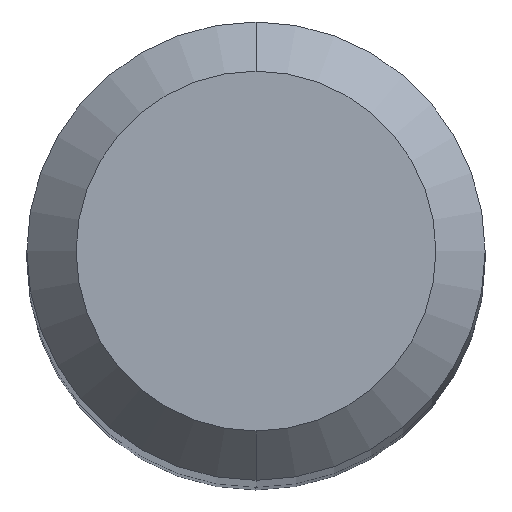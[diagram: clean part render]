
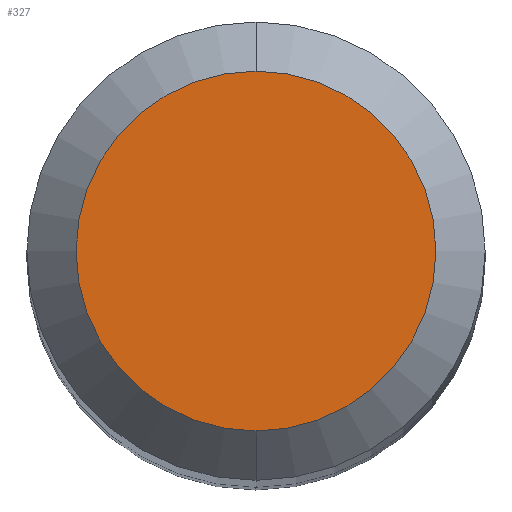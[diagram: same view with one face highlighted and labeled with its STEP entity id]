
A CAD part, top view. The second image highlights one B-rep face of the part: STEP entity #327.
In plain terms, the highlighted planar face has unit normal (0, 0, 1).
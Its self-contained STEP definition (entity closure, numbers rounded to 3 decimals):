
#9 = DIRECTION ( 'NONE',  ( 0., 0., -1. ) ) ;
#27 = CARTESIAN_POINT ( 'NONE',  ( 0., 1.825, 58. ) ) ;
#35 = DIRECTION ( 'NONE',  ( 0., 1., 0. ) ) ;
#38 = DIRECTION ( 'NONE',  ( 0., 1., 0. ) ) ;
#61 = CARTESIAN_POINT ( 'NONE',  ( 0., 0., 58. ) ) ;
#72 = DIRECTION ( 'NONE',  ( 0., 0., -1. ) ) ;
#80 = EDGE_CURVE ( 'NONE', #182, #256, #249, .T. ) ;
#112 = FACE_OUTER_BOUND ( 'NONE', #165, .T. ) ;
#113 = CARTESIAN_POINT ( 'NONE',  ( 0., 0., 58. ) ) ;
#134 = DIRECTION ( 'NONE',  ( 0., 1., 0. ) ) ;
#163 = DIRECTION ( 'NONE',  ( 0., 0., -1. ) ) ;
#165 = EDGE_LOOP ( 'NONE', ( #310, #325 ) ) ;
#172 = AXIS2_PLACEMENT_3D ( 'NONE', #291, #163, #38 ) ;
#182 = VERTEX_POINT ( 'NONE', #287 ) ;
#217 = EDGE_CURVE ( 'NONE', #256, #182, #220, .T. ) ;
#220 = CIRCLE ( 'NONE', #311, 1.825 ) ;
#249 = CIRCLE ( 'NONE', #172, 1.825 ) ;
#256 = VERTEX_POINT ( 'NONE', #27 ) ;
#287 = CARTESIAN_POINT ( 'NONE',  ( 0., -1.825, 58. ) ) ;
#291 = CARTESIAN_POINT ( 'NONE',  ( 0., 0., 58. ) ) ;
#296 = PLANE ( 'NONE',  #313 ) ;
#310 = ORIENTED_EDGE ( 'NONE', *, *, #217, .F. ) ;
#311 = AXIS2_PLACEMENT_3D ( 'NONE', #61, #9, #35 ) ;
#313 = AXIS2_PLACEMENT_3D ( 'NONE', #113, #72, #134 ) ;
#325 = ORIENTED_EDGE ( 'NONE', *, *, #80, .F. ) ;
#327 = ADVANCED_FACE ( 'NONE', ( #112 ), #296, .F. ) ;
